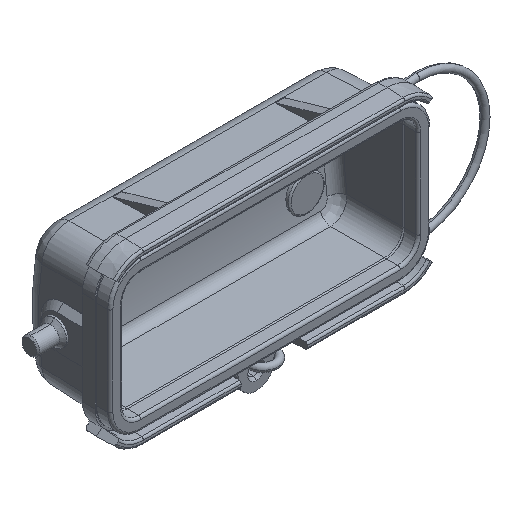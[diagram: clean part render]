
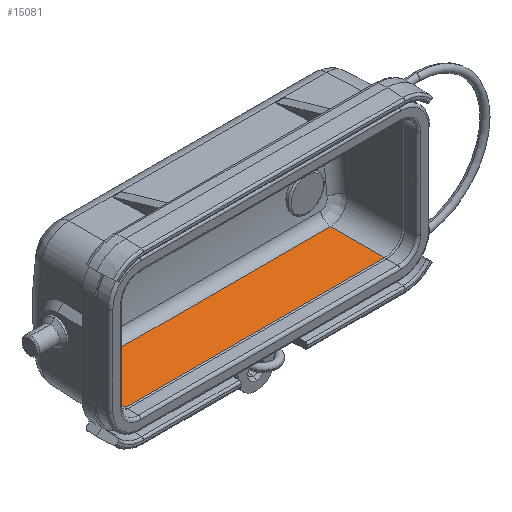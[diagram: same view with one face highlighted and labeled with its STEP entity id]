
A CAD part, isometric view. The second image highlights one B-rep face of the part: STEP entity #15081.
In plain terms, the highlighted planar face has unit normal (0, -0.026, 1).
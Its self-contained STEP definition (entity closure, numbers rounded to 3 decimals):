
#4818=DIRECTION('',(-1.,0.,0.));
#4819=VECTOR('',#4818,50.987);
#4820=CARTESIAN_POINT('',(25.494,0.292,
-12.242));
#4821=LINE('',#4820,#4819);
#5096=DIRECTION('',(1.,0.,0.));
#5097=VECTOR('',#5096,50.444);
#5098=CARTESIAN_POINT('',(-25.222,10.657,
-11.971));
#5099=LINE('',#5098,#5097);
#5179=DIRECTION('',(-0.026,0.999,0.026));
#5180=VECTOR('',#5179,10.372);
#5181=CARTESIAN_POINT('',(25.494,0.292,
-12.242));
#5182=LINE('',#5181,#5180);
#5183=DIRECTION('',(-0.026,-0.999,-0.026));
#5184=VECTOR('',#5183,10.372);
#5185=CARTESIAN_POINT('',(-25.222,10.657,
-11.971));
#5186=LINE('',#5185,#5184);
#6247=CARTESIAN_POINT('',(-25.494,0.292,
-12.242));
#6249=VERTEX_POINT('',#6247);
#6261=CARTESIAN_POINT('',(25.222,10.657,-11.971));
#6263=VERTEX_POINT('',#6261);
#6286=CARTESIAN_POINT('',(25.494,0.292,
-12.242));
#6287=VERTEX_POINT('',#6286);
#6292=CARTESIAN_POINT('',(-25.222,10.657,
-11.971));
#6293=VERTEX_POINT('',#6292);
#15069=CARTESIAN_POINT('',(-29.929,0.,-12.25));
#15070=DIRECTION('',(0.,0.026,-1.));
#15071=DIRECTION('',(0.,1.,0.026));
#15072=AXIS2_PLACEMENT_3D('',#15069,#15070,#15071);
#15073=PLANE('',#15072);
#15074=ORIENTED_EDGE('',*,*,#14903,.T.);
#15075=ORIENTED_EDGE('',*,*,#15064,.F.);
#15076=ORIENTED_EDGE('',*,*,#14609,.T.);
#15078=ORIENTED_EDGE('',*,*,#15077,.F.);
#15079=EDGE_LOOP('',(#15074,#15075,#15076,#15078));
#15080=FACE_OUTER_BOUND('',#15079,.F.);
#15081=ADVANCED_FACE('',(#15080),#15073,.F.);
#14609=EDGE_CURVE('',#6287,#6249,#4821,.T.);
#14903=EDGE_CURVE('',#6293,#6263,#5099,.T.);
#15064=EDGE_CURVE('',#6287,#6263,#5182,.T.);
#15077=EDGE_CURVE('',#6293,#6249,#5186,.T.);
